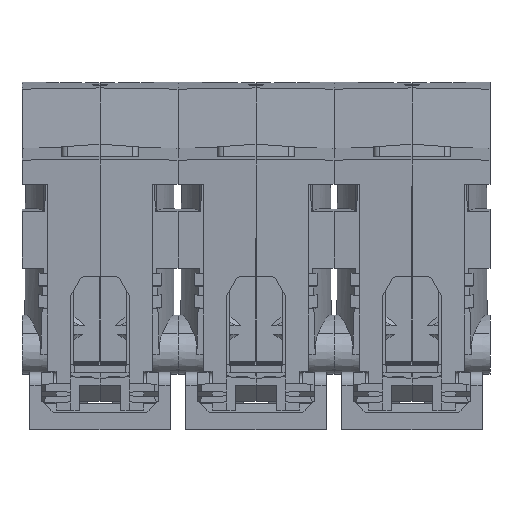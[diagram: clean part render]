
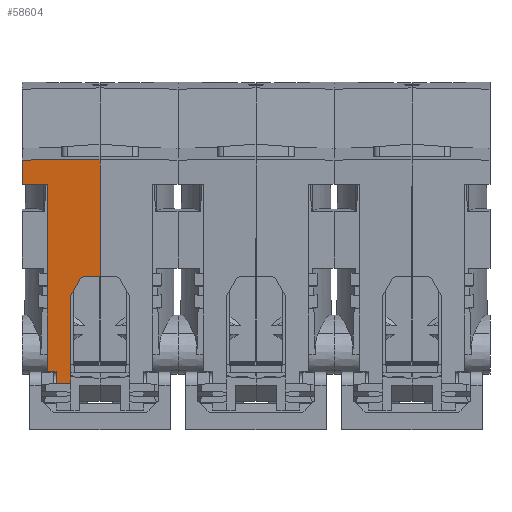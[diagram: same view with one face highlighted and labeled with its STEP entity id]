
A CAD part, front view. The second image highlights one B-rep face of the part: STEP entity #58604.
In plain terms, the highlighted face is planar.
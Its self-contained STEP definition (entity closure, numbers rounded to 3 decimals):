
#44007=DIRECTION('',(-0.087,-0.996,0.));
#44008=VECTOR('',#44007,4.126);
#44009=CARTESIAN_POINT('',(33.75,41.281,13.3));
#44010=LINE('',#44009,#44008);
#44896=DIRECTION('',(0.016,-0.019,-1.));
#44897=VECTOR('',#44896,4.301);
#44898=CARTESIAN_POINT('',(33.391,37.17,13.3));
#44899=LINE('',#44898,#44897);
#44948=DIRECTION('',(-0.087,-0.996,0.));
#44949=VECTOR('',#44948,31.911);
#44950=CARTESIAN_POINT('',(33.459,37.089,9.));
#44951=LINE('',#44950,#44949);
#45782=DIRECTION('',(0.087,0.996,0.));
#45783=VECTOR('',#45782,20.046);
#45784=CARTESIAN_POINT('',(32.253,21.502,
0.));
#45785=LINE('',#45784,#45783);
#46383=DIRECTION('',(0.019,0.014,-1.));
#46384=VECTOR('',#46383,13.304);
#46385=CARTESIAN_POINT('',(33.75,41.281,13.3));
#46386=LINE('',#46385,#46384);
#46387=DIRECTION('',(-0.084,-0.862,0.5));
#46388=VECTOR('',#46387,3.572);
#46389=CARTESIAN_POINT('',(32.182,21.339,3.214));
#46390=LINE('',#46389,#46388);
#46445=DIRECTION('',(0.087,0.996,0.));
#46446=VECTOR('',#46445,13.976);
#46447=CARTESIAN_POINT('',(30.664,4.337,5.));
#46448=LINE('',#46447,#46446);
#46453=DIRECTION('',(0.022,0.051,-0.998));
#46454=VECTOR('',#46453,3.219);
#46455=CARTESIAN_POINT('',(32.182,21.339,3.214));
#46456=LINE('',#46455,#46454);
#47081=DIRECTION('',(0.087,0.996,0.));
#47082=VECTOR('',#47081,1.172);
#47083=CARTESIAN_POINT('',(30.561,3.17,5.));
#47084=LINE('',#47083,#47082);
#50606=DIRECTION('',(0.019,0.017,-1.));
#50607=VECTOR('',#50606,2.501);
#50608=CARTESIAN_POINT('',(30.514,3.126,7.5));
#50609=LINE('',#50608,#50607);
#50988=DIRECTION('',(-0.087,-0.996,0.));
#50989=VECTOR('',#50988,2.156);
#50990=CARTESIAN_POINT('',(30.702,5.274,7.5));
#50991=LINE('',#50990,#50989);
#51000=DIRECTION('',(0.016,-0.017,-1.));
#51001=VECTOR('',#51000,1.5);
#51002=CARTESIAN_POINT('',(30.678,5.3,9.));
#51003=LINE('',#51002,#51001);
#53163=CARTESIAN_POINT('',(32.253,21.502,
0.));
#53164=VERTEX_POINT('',#53163);
#53165=CARTESIAN_POINT('',(34.,41.472,0.));
#53166=VERTEX_POINT('',#53165);
#53397=CARTESIAN_POINT('',(33.459,37.089,9.));
#53398=VERTEX_POINT('',#53397);
#53399=CARTESIAN_POINT('',(30.678,5.3,9.));
#53400=VERTEX_POINT('',#53399);
#53795=CARTESIAN_POINT('',(30.514,3.126,7.5));
#53796=CARTESIAN_POINT('',(30.561,3.17,5.));
#53797=VERTEX_POINT('',#53795);
#53798=VERTEX_POINT('',#53796);
#53808=CARTESIAN_POINT('',(30.664,4.337,5.));
#53809=CARTESIAN_POINT('',(31.882,18.26,5.));
#53810=VERTEX_POINT('',#53808);
#53811=VERTEX_POINT('',#53809);
#53812=CARTESIAN_POINT('',(30.702,5.274,7.5));
#53813=VERTEX_POINT('',#53812);
#53814=CARTESIAN_POINT('',(33.391,37.17,13.3));
#53815=VERTEX_POINT('',#53814);
#53816=CARTESIAN_POINT('',(33.75,41.281,13.3));
#53817=VERTEX_POINT('',#53816);
#53818=CARTESIAN_POINT('',(32.182,21.339,3.214));
#53819=VERTEX_POINT('',#53818);
#58578=CARTESIAN_POINT('',(30.145,-2.595,0.));
#58579=DIRECTION('',(-0.996,0.087,-0.017));
#58580=DIRECTION('',(0.087,0.996,0.));
#58581=AXIS2_PLACEMENT_3D('',#58578,#58579,#58580);
#58582=PLANE('',#58581);
#58584=ORIENTED_EDGE('',*,*,#58583,.F.);
#58586=ORIENTED_EDGE('',*,*,#58585,.F.);
#58588=ORIENTED_EDGE('',*,*,#58587,.F.);
#58590=ORIENTED_EDGE('',*,*,#58589,.F.);
#58592=ORIENTED_EDGE('',*,*,#58591,.F.);
#58593=ORIENTED_EDGE('',*,*,#56749,.F.);
#58594=ORIENTED_EDGE('',*,*,#56686,.F.);
#58595=ORIENTED_EDGE('',*,*,#55528,.F.);
#58596=ORIENTED_EDGE('',*,*,#58561,.T.);
#58597=ORIENTED_EDGE('',*,*,#57690,.F.);
#58599=ORIENTED_EDGE('',*,*,#58598,.F.);
#58601=ORIENTED_EDGE('',*,*,#58600,.T.);
#58602=EDGE_LOOP('',(#58584,#58586,#58588,#58590,#58592,#58593,#58594,#58595,
#58596,#58597,#58599,#58601));
#58603=FACE_OUTER_BOUND('',#58602,.F.);
#55528=EDGE_CURVE('',#53817,#53815,#44010,.T.);
#56686=EDGE_CURVE('',#53815,#53398,#44899,.T.);
#56749=EDGE_CURVE('',#53398,#53400,#44951,.T.);
#57690=EDGE_CURVE('',#53164,#53166,#45785,.T.);
#58561=EDGE_CURVE('',#53817,#53166,#46386,.T.);
#58583=EDGE_CURVE('',#53810,#53811,#46448,.T.);
#58585=EDGE_CURVE('',#53798,#53810,#47084,.T.);
#58587=EDGE_CURVE('',#53797,#53798,#50609,.T.);
#58589=EDGE_CURVE('',#53813,#53797,#50991,.T.);
#58591=EDGE_CURVE('',#53400,#53813,#51003,.T.);
#58598=EDGE_CURVE('',#53819,#53164,#46456,.T.);
#58600=EDGE_CURVE('',#53819,#53811,#46390,.T.);
#58604=ADVANCED_FACE('',(#58603),#58582,.F.);
